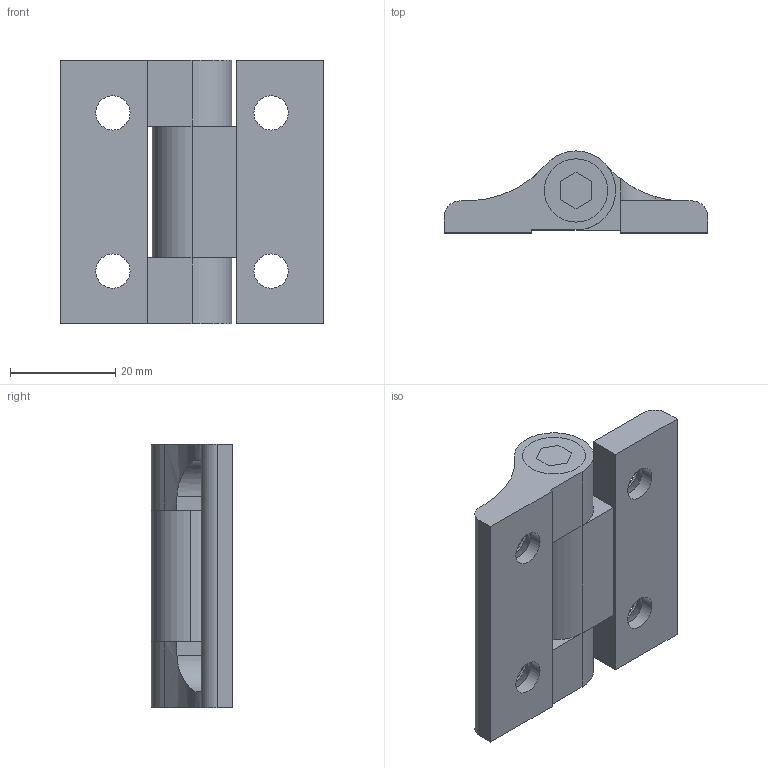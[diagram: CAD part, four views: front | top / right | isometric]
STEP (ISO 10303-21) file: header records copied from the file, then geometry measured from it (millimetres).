
FILE_DESCRIPTION(('STEP AP214'),'1');
FILE_NAME('HALDERN_EH_25160_0405.stp','2020-02-28T09:42:43',('TraceParts'),('TraceParts S.A.'),'Spatial InterOp 3D',' ',' ');
FILE_SCHEMA(('AUTOMOTIVE_DESIGN { 1 0 10303 214 1 1 1 1 }'));
Length unit declared in the file: millimetre
Products named in the file (1): HALDERN_EH_25160_0405_1
Bounding box: 50 x 15.5 x 50 mm (x, y, z)
Volume: 18846.9 mm3; surface area: 13071.2 mm2
Topology: 4 solids, 4 shells, 109 faces, 271 edges, 175 vertices
Faces by surface type: plane 52, cylinder 47, cone 8, torus 2
Entity records: 4296 total; most frequent: CARTESIAN_POINT 681, DIRECTION 594, ORIENTED_EDGE 542, EDGE_CURVE 271, AXIS2_PLACEMENT_3D 214, VERTEX_POINT 175, LINE 166, VECTOR 166
